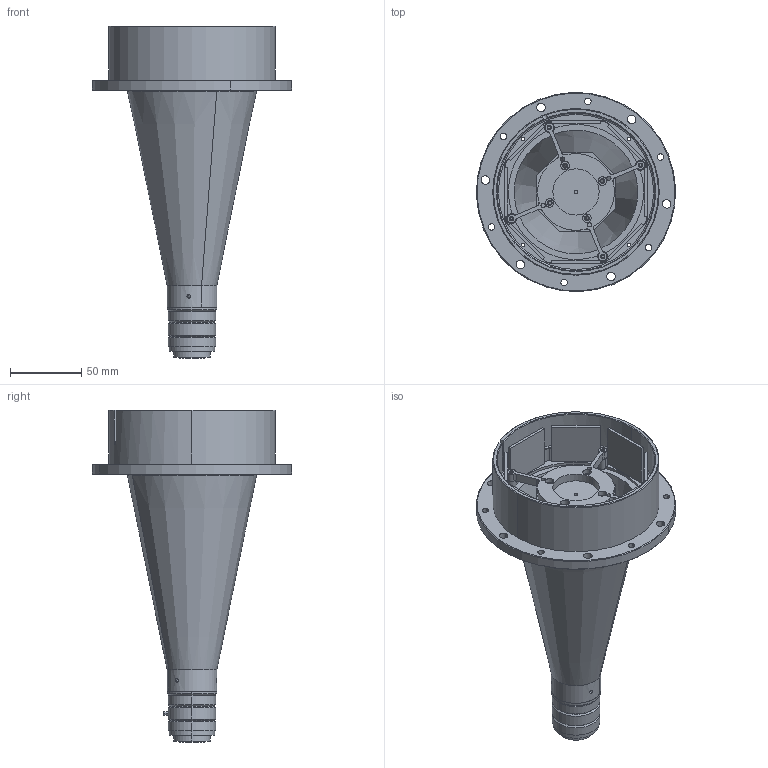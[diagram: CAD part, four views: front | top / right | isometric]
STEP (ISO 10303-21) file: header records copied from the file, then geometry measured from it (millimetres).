
FILE_DESCRIPTION (( 'STEP AP203' ), '1' );
FILE_NAME ('PCPW0XX.STEP', '2013-11-12T10:23:15', ( 'user' ), ( '' ), 'SwSTEP 2.0', 'SolidWorks 2013', '' );
FILE_SCHEMA (( 'CONFIG_CONTROL_DESIGN' ));
Length unit declared in the file: millimetre
Products named in the file (1): PCPW0XX
Bounding box: 139.87 x 139.87 x 233.3 mm (x, y, z)
Surface area: 133307.1 mm2 (no closed solid volume)
Topology: 0 solids, 24 shells, 292 faces, 857 edges, 600 vertices
Faces by surface type: cylinder 175, plane 83, cone 30, torus 4
Entity records: 10311 total; most frequent: CARTESIAN_POINT 2144, DIRECTION 1858, ORIENTED_EDGE 1425, EDGE_CURVE 857, AXIS2_PLACEMENT_3D 738, VERTEX_POINT 600, CIRCLE 445, VECTOR 382
